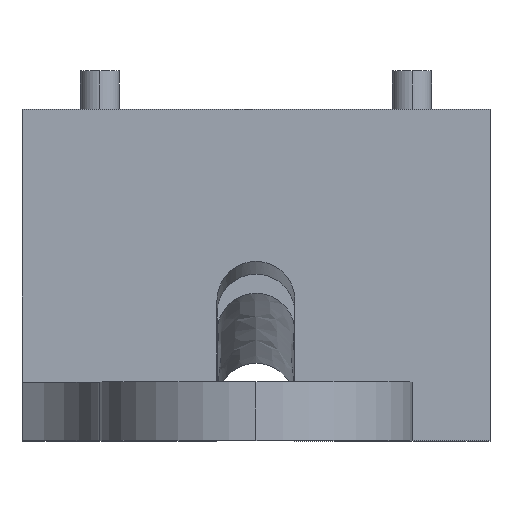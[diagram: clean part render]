
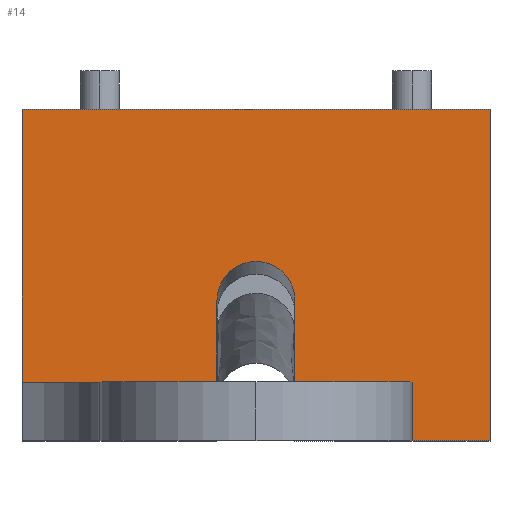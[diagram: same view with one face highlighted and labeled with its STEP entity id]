
A CAD part, top view. The second image highlights one B-rep face of the part: STEP entity #14.
In plain terms, the highlighted planar face has unit normal (0, 0, 1).
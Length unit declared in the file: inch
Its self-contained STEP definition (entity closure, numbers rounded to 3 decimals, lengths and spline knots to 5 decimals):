
#14 = ADVANCED_FACE ( 'NONE', ( #172 ), #1243, .T. ) ;
#26 = VERTEX_POINT ( 'NONE', #1444 ) ;
#27 = LINE ( 'NONE', #414, #243 ) ;
#67 = LINE ( 'NONE', #1185, #1005 ) ;
#123 = CARTESIAN_POINT ( 'NONE',  ( -0.125, -0.875, 0.5 ) ) ;
#144 = VERTEX_POINT ( 'NONE', #526 ) ;
#165 = ORIENTED_EDGE ( 'NONE', *, *, #433, .F. ) ;
#172 = FACE_OUTER_BOUND ( 'NONE', #954, .T. ) ;
#201 = DIRECTION ( 'NONE',  ( -1., 0., 0. ) ) ;
#220 = VERTEX_POINT ( 'NONE', #1414 ) ;
#229 = CARTESIAN_POINT ( 'NONE',  ( 0.125, -0.6125, 0.5 ) ) ;
#236 = CARTESIAN_POINT ( 'NONE',  ( 0.75, -1.0625, 0.5 ) ) ;
#243 = VECTOR ( 'NONE', #430, 39.37008 ) ;
#299 = EDGE_CURVE ( 'NONE', #26, #220, #1139, .T. ) ;
#317 = DIRECTION ( 'NONE',  ( 0., 0., 1. ) ) ;
#338 = ORIENTED_EDGE ( 'NONE', *, *, #1068, .F. ) ;
#384 = CARTESIAN_POINT ( 'NONE',  ( 0.125, -0.6125, 0.5 ) ) ;
#387 = CARTESIAN_POINT ( 'NONE',  ( 0., -0.6125, 0.5 ) ) ;
#403 = DIRECTION ( 'NONE',  ( 0., 1., 0. ) ) ;
#414 = CARTESIAN_POINT ( 'NONE',  ( -0.75, 0., 0.5 ) ) ;
#430 = DIRECTION ( 'NONE',  ( 1., 0., 0. ) ) ;
#433 = EDGE_CURVE ( 'NONE', #698, #26, #1186, .T. ) ;
#440 = LINE ( 'NONE', #863, #770 ) ;
#442 = EDGE_CURVE ( 'NONE', #497, #144, #27, .T. ) ;
#473 = DIRECTION ( 'NONE',  ( 0., 1., 0. ) ) ;
#478 = VECTOR ( 'NONE', #495, 39.37008 ) ;
#495 = DIRECTION ( 'NONE',  ( 0., 1., 0. ) ) ;
#497 = VERTEX_POINT ( 'NONE', #574 ) ;
#503 = CARTESIAN_POINT ( 'NONE',  ( 0.75, -1.0625, 0.5 ) ) ;
#511 = ORIENTED_EDGE ( 'NONE', *, *, #904, .F. ) ;
#523 = VECTOR ( 'NONE', #981, 39.37008 ) ;
#526 = CARTESIAN_POINT ( 'NONE',  ( 0.75, 0., 0.5 ) ) ;
#531 = EDGE_CURVE ( 'NONE', #678, #1174, #1079, .T. ) ;
#574 = CARTESIAN_POINT ( 'NONE',  ( -0.75, 0., 0.5 ) ) ;
#627 = ORIENTED_EDGE ( 'NONE', *, *, #826, .T. ) ;
#648 = DIRECTION ( 'NONE',  ( 0., -1., 0. ) ) ;
#675 = DIRECTION ( 'NONE',  ( 1., 0., 0. ) ) ;
#678 = VERTEX_POINT ( 'NONE', #1055 ) ;
#698 = VERTEX_POINT ( 'NONE', #1039 ) ;
#701 = CARTESIAN_POINT ( 'NONE',  ( -0.5, -0.875, 0.5 ) ) ;
#739 = ORIENTED_EDGE ( 'NONE', *, *, #299, .F. ) ;
#770 = VECTOR ( 'NONE', #969, 39.37008 ) ;
#826 = EDGE_CURVE ( 'NONE', #698, #1508, #440, .T. ) ;
#846 = VECTOR ( 'NONE', #473, 39.37008 ) ;
#863 = CARTESIAN_POINT ( 'NONE',  ( -0.75, -1.0625, 0.5 ) ) ;
#868 = AXIS2_PLACEMENT_3D ( 'NONE', #387, #317, #201 ) ;
#881 = LINE ( 'NONE', #906, #478 ) ;
#900 = VECTOR ( 'NONE', #403, 39.37008 ) ;
#904 = EDGE_CURVE ( 'NONE', #220, #1247, #1249, .T. ) ;
#906 = CARTESIAN_POINT ( 'NONE',  ( -0.75, -1.0625, 0.5 ) ) ;
#954 = EDGE_LOOP ( 'NONE', ( #1024, #1493, #1064, #1265, #338, #511, #739, #165, #627 ) ) ;
#969 = DIRECTION ( 'NONE',  ( 1., 0., 0. ) ) ;
#981 = DIRECTION ( 'NONE',  ( 0., 1., 0. ) ) ;
#1005 = VECTOR ( 'NONE', #648, 39.37008 ) ;
#1024 = ORIENTED_EDGE ( 'NONE', *, *, #1430, .T. ) ;
#1039 = CARTESIAN_POINT ( 'NONE',  ( 0.125, -1.0625, 0.5 ) ) ;
#1055 = CARTESIAN_POINT ( 'NONE',  ( -0.75, -0.875, 0.5 ) ) ;
#1064 = ORIENTED_EDGE ( 'NONE', *, *, #1435, .F. ) ;
#1068 = EDGE_CURVE ( 'NONE', #1247, #1174, #67, .T. ) ;
#1079 = LINE ( 'NONE', #701, #1364 ) ;
#1105 = LINE ( 'NONE', #503, #523 ) ;
#1131 = CARTESIAN_POINT ( 'NONE',  ( -0.75, -1.0625, 0.5 ) ) ;
#1139 = LINE ( 'NONE', #229, #846 ) ;
#1174 = VERTEX_POINT ( 'NONE', #123 ) ;
#1185 = CARTESIAN_POINT ( 'NONE',  ( -0.125, -1.0625, 0.5 ) ) ;
#1186 = LINE ( 'NONE', #384, #900 ) ;
#1243 = PLANE ( 'NONE',  #1407 ) ;
#1247 = VERTEX_POINT ( 'NONE', #1515 ) ;
#1249 = CIRCLE ( 'NONE', #868, 0.125 ) ;
#1265 = ORIENTED_EDGE ( 'NONE', *, *, #531, .T. ) ;
#1341 = DIRECTION ( 'NONE',  ( 1., 0., 0. ) ) ;
#1364 = VECTOR ( 'NONE', #675, 39.37008 ) ;
#1407 = AXIS2_PLACEMENT_3D ( 'NONE', #1131, #1451, #1341 ) ;
#1414 = CARTESIAN_POINT ( 'NONE',  ( 0.125, -0.6125, 0.5 ) ) ;
#1430 = EDGE_CURVE ( 'NONE', #1508, #144, #1105, .T. ) ;
#1435 = EDGE_CURVE ( 'NONE', #678, #497, #881, .T. ) ;
#1444 = CARTESIAN_POINT ( 'NONE',  ( 0.125, -0.875, 0.5 ) ) ;
#1451 = DIRECTION ( 'NONE',  ( 0., 0., 1. ) ) ;
#1493 = ORIENTED_EDGE ( 'NONE', *, *, #442, .F. ) ;
#1508 = VERTEX_POINT ( 'NONE', #236 ) ;
#1515 = CARTESIAN_POINT ( 'NONE',  ( -0.125, -0.6125, 0.5 ) ) ;
